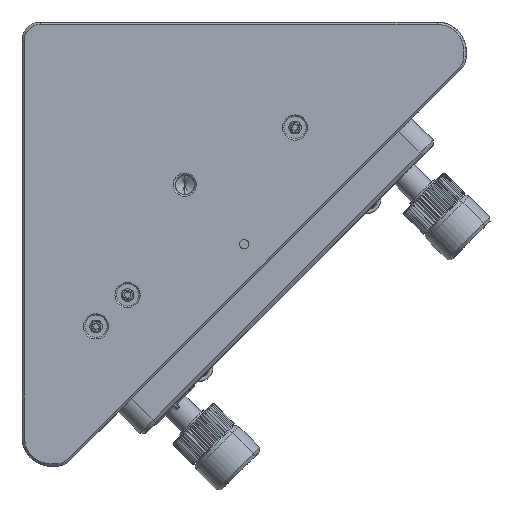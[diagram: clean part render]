
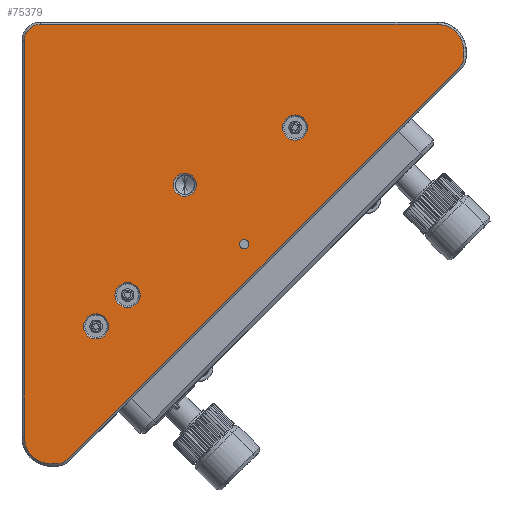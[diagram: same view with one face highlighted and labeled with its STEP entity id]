
A CAD part, front view. The second image highlights one B-rep face of the part: STEP entity #75379.
In plain terms, the highlighted planar face has unit normal (0, -1, 0).
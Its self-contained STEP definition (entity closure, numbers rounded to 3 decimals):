
#59185=CARTESIAN_POINT('',(38.1,0.,-38.1));
#59186=DIRECTION('',(0.,1.,0.));
#59187=DIRECTION('',(0.,0.,1.));
#59188=AXIS2_PLACEMENT_3D('',#59185,#59186,#59187);
#59190=CARTESIAN_POINT('',(38.1,0.,-38.1));
#59191=DIRECTION('',(0.,1.,0.));
#59192=DIRECTION('',(0.,0.,-1.));
#59193=AXIS2_PLACEMENT_3D('',#59190,#59191,#59192);
#59195=CARTESIAN_POINT('',(12.705,0.,-52.218));
#59196=DIRECTION('',(0.,1.,0.));
#59197=DIRECTION('',(1.,0.,0.));
#59198=AXIS2_PLACEMENT_3D('',#59195,#59196,#59197);
#59200=CARTESIAN_POINT('',(12.705,0.,-52.218));
#59201=DIRECTION('',(0.,1.,0.));
#59202=DIRECTION('',(-1.,0.,0.));
#59203=AXIS2_PLACEMENT_3D('',#59200,#59201,#59202);
#59205=CARTESIAN_POINT('',(18.104,0.,-46.84));
#59206=DIRECTION('',(0.,-1.,0.));
#59207=DIRECTION('',(0.,0.,1.));
#59208=AXIS2_PLACEMENT_3D('',#59205,#59206,#59207);
#59210=CARTESIAN_POINT('',(18.104,0.,-46.84));
#59211=DIRECTION('',(0.,1.,0.));
#59212=DIRECTION('',(0.,0.,1.));
#59213=AXIS2_PLACEMENT_3D('',#59210,#59211,#59212);
#59215=CARTESIAN_POINT('',(46.84,0.,-18.104));
#59216=DIRECTION('',(0.,-1.,0.));
#59217=DIRECTION('',(0.,0.,1.));
#59218=AXIS2_PLACEMENT_3D('',#59215,#59216,#59217);
#59220=CARTESIAN_POINT('',(46.84,0.,-18.104));
#59221=DIRECTION('',(0.,1.,0.));
#59222=DIRECTION('',(0.,0.,1.));
#59223=AXIS2_PLACEMENT_3D('',#59220,#59221,#59222);
#59225=CARTESIAN_POINT('',(27.94,0.,-27.94));
#59226=DIRECTION('',(0.,-1.,0.));
#59227=DIRECTION('',(1.,0.,0.));
#59228=AXIS2_PLACEMENT_3D('',#59225,#59226,#59227);
#59230=CARTESIAN_POINT('',(27.94,0.,-27.94));
#59231=DIRECTION('',(0.,-1.,0.));
#59232=DIRECTION('',(-1.,0.,0.));
#59233=AXIS2_PLACEMENT_3D('',#59230,#59231,#59232);
#59235=DIRECTION('',(-1.,0.,0.));
#59236=VECTOR('',#59235,68.025);
#59237=CARTESIAN_POINT('',(71.2,0.,
-0.4));
#59238=LINE('',#59237,#59236);
#59239=CARTESIAN_POINT('',(71.2,0.,-5.));
#59240=DIRECTION('',(0.,-1.,0.));
#59241=DIRECTION('',(1.,0.,0.));
#59242=AXIS2_PLACEMENT_3D('',#59239,#59240,#59241);
#59244=DIRECTION('',(0.,0.,1.));
#59245=VECTOR('',#59244,0.906);
#59246=CARTESIAN_POINT('',(75.8,0.,
-5.906));
#59247=LINE('',#59246,#59245);
#59248=CARTESIAN_POINT('',(73.025,0.,-5.906));
#59249=DIRECTION('',(0.,-1.,0.));
#59250=DIRECTION('',(0.707,0.,-0.707));
#59251=AXIS2_PLACEMENT_3D('',#59248,#59249,#59250);
#59253=DIRECTION('',(0.707,0.,0.707));
#59254=VECTOR('',#59253,94.92);
#59255=CARTESIAN_POINT('',(7.869,0.,
-74.987));
#59256=LINE('',#59255,#59254);
#59257=CARTESIAN_POINT('',(5.906,0.,-73.025));
#59258=DIRECTION('',(0.,-1.,0.));
#59259=DIRECTION('',(0.,0.,-1.));
#59260=AXIS2_PLACEMENT_3D('',#59257,#59258,#59259);
#59262=DIRECTION('',(1.,0.,0.));
#59263=VECTOR('',#59262,0.906);
#59264=CARTESIAN_POINT('',(5.,0.,
-75.8));
#59265=LINE('',#59264,#59263);
#59266=CARTESIAN_POINT('',(5.,0.,-71.2));
#59267=DIRECTION('',(0.,-1.,0.));
#59268=DIRECTION('',(-1.,0.,0.));
#59269=AXIS2_PLACEMENT_3D('',#59266,#59267,#59268);
#59271=DIRECTION('',(0.,0.,-1.));
#59272=VECTOR('',#59271,68.025);
#59273=CARTESIAN_POINT('',(0.4,0.,
-3.175));
#59274=LINE('',#59273,#59272);
#59275=CARTESIAN_POINT('',(3.175,0.,-3.175));
#59276=DIRECTION('',(0.,-1.,0.));
#59277=DIRECTION('',(0.,0.,1.));
#59278=AXIS2_PLACEMENT_3D('',#59275,#59276,#59277);
#74081=CARTESIAN_POINT('',(10.546,0.,
-52.218));
#74082=CARTESIAN_POINT('',(14.864,0.,-52.218));
#74083=VERTEX_POINT('',#74081);
#74084=VERTEX_POINT('',#74082);
#74128=CARTESIAN_POINT('',(38.1,0.,-37.306));
#74129=CARTESIAN_POINT('',(38.1,0.,-38.894));
#74130=VERTEX_POINT('',#74128);
#74131=VERTEX_POINT('',#74129);
#74325=CARTESIAN_POINT('',(46.84,0.,-20.263));
#74327=VERTEX_POINT('',#74325);
#74413=CARTESIAN_POINT('',(18.104,0.,-44.681));
#74414=VERTEX_POINT('',#74413);
#74427=CARTESIAN_POINT('',(46.84,0.,-15.945));
#74428=VERTEX_POINT('',#74427);
#74435=CARTESIAN_POINT('',(18.104,0.,-48.999));
#74436=VERTEX_POINT('',#74435);
#74516=CARTESIAN_POINT('',(29.94,0.,-27.94));
#74517=CARTESIAN_POINT('',(25.94,0.,-27.94));
#74518=VERTEX_POINT('',#74516);
#74519=VERTEX_POINT('',#74517);
#74626=CARTESIAN_POINT('',(71.2,0.,
-0.4));
#74627=CARTESIAN_POINT('',(3.175,0.,
-0.4));
#74628=VERTEX_POINT('',#74626);
#74629=VERTEX_POINT('',#74627);
#74634=CARTESIAN_POINT('',(0.4,0.,-3.175));
#74635=VERTEX_POINT('',#74634);
#74638=CARTESIAN_POINT('',(0.4,0.,
-71.2));
#74639=VERTEX_POINT('',#74638);
#74642=CARTESIAN_POINT('',(5.,0.,-75.8));
#74643=VERTEX_POINT('',#74642);
#74646=CARTESIAN_POINT('',(5.906,0.,
-75.8));
#74647=VERTEX_POINT('',#74646);
#74650=CARTESIAN_POINT('',(7.869,0.,-74.987));
#74651=VERTEX_POINT('',#74650);
#74654=CARTESIAN_POINT('',(74.987,0.,
-7.869));
#74655=VERTEX_POINT('',#74654);
#74658=CARTESIAN_POINT('',(75.8,0.,-5.906));
#74659=VERTEX_POINT('',#74658);
#74662=CARTESIAN_POINT('',(75.8,0.,
-5.));
#74663=VERTEX_POINT('',#74662);
#75324=CARTESIAN_POINT('',(76.2,0.,-76.2));
#75325=DIRECTION('',(0.,-1.,0.));
#75326=DIRECTION('',(1.,0.,0.));
#75327=AXIS2_PLACEMENT_3D('',#75324,#75325,#75326);
#75328=PLANE('',#75327);
#75330=ORIENTED_EDGE('',*,*,#75329,.F.);
#75332=ORIENTED_EDGE('',*,*,#75331,.F.);
#75334=ORIENTED_EDGE('',*,*,#75333,.F.);
#75336=ORIENTED_EDGE('',*,*,#75335,.F.);
#75338=ORIENTED_EDGE('',*,*,#75337,.F.);
#75340=ORIENTED_EDGE('',*,*,#75339,.F.);
#75342=ORIENTED_EDGE('',*,*,#75341,.F.);
#75344=ORIENTED_EDGE('',*,*,#75343,.F.);
#75346=ORIENTED_EDGE('',*,*,#75345,.F.);
#75348=ORIENTED_EDGE('',*,*,#75347,.F.);
#75349=EDGE_LOOP('',(#75330,#75332,#75334,#75336,#75338,#75340,#75342,#75344,
#75346,#75348));
#75350=FACE_OUTER_BOUND('',#75349,.F.);
#75352=ORIENTED_EDGE('',*,*,#75351,.F.);
#75354=ORIENTED_EDGE('',*,*,#75353,.F.);
#75355=EDGE_LOOP('',(#75352,#75354));
#75356=FACE_BOUND('',#75355,.F.);
#75358=ORIENTED_EDGE('',*,*,#75357,.T.);
#75360=ORIENTED_EDGE('',*,*,#75359,.F.);
#75361=EDGE_LOOP('',(#75358,#75360));
#75362=FACE_BOUND('',#75361,.F.);
#75363=ORIENTED_EDGE('',*,*,#75318,.T.);
#75364=ORIENTED_EDGE('',*,*,#75301,.F.);
#75365=EDGE_LOOP('',(#75363,#75364));
#75366=FACE_BOUND('',#75365,.F.);
#75368=ORIENTED_EDGE('',*,*,#75367,.T.);
#75370=ORIENTED_EDGE('',*,*,#75369,.T.);
#75371=EDGE_LOOP('',(#75368,#75370));
#75372=FACE_BOUND('',#75371,.F.);
#75374=ORIENTED_EDGE('',*,*,#75373,.F.);
#75376=ORIENTED_EDGE('',*,*,#75375,.F.);
#75377=EDGE_LOOP('',(#75374,#75376));
#75378=FACE_BOUND('',#75377,.F.);
#75379=ADVANCED_FACE('',(#75350,#75356,#75362,#75366,#75372,#75378),#75328,.T.);
#59189=CIRCLE('',#59188,0.794);
#59194=CIRCLE('',#59193,0.794);
#59199=CIRCLE('',#59198,2.159);
#59204=CIRCLE('',#59203,2.159);
#59209=CIRCLE('',#59208,2.159);
#59214=CIRCLE('',#59213,2.159);
#59219=CIRCLE('',#59218,2.159);
#59224=CIRCLE('',#59223,2.159);
#59229=CIRCLE('',#59228,2.);
#59234=CIRCLE('',#59233,2.);
#59243=CIRCLE('',#59242,4.6);
#59252=CIRCLE('',#59251,2.775);
#59261=CIRCLE('',#59260,2.775);
#59270=CIRCLE('',#59269,4.6);
#59279=CIRCLE('',#59278,2.775);
#75301=EDGE_CURVE('',#74428,#74327,#59224,.T.);
#75318=EDGE_CURVE('',#74428,#74327,#59219,.T.);
#75329=EDGE_CURVE('',#74628,#74629,#59238,.T.);
#75331=EDGE_CURVE('',#74663,#74628,#59243,.T.);
#75333=EDGE_CURVE('',#74659,#74663,#59247,.T.);
#75335=EDGE_CURVE('',#74655,#74659,#59252,.T.);
#75337=EDGE_CURVE('',#74651,#74655,#59256,.T.);
#75339=EDGE_CURVE('',#74647,#74651,#59261,.T.);
#75341=EDGE_CURVE('',#74643,#74647,#59265,.T.);
#75343=EDGE_CURVE('',#74639,#74643,#59270,.T.);
#75345=EDGE_CURVE('',#74635,#74639,#59274,.T.);
#75347=EDGE_CURVE('',#74629,#74635,#59279,.T.);
#75351=EDGE_CURVE('',#74084,#74083,#59199,.T.);
#75353=EDGE_CURVE('',#74083,#74084,#59204,.T.);
#75357=EDGE_CURVE('',#74414,#74436,#59209,.T.);
#75359=EDGE_CURVE('',#74414,#74436,#59214,.T.);
#75367=EDGE_CURVE('',#74518,#74519,#59229,.T.);
#75369=EDGE_CURVE('',#74519,#74518,#59234,.T.);
#75373=EDGE_CURVE('',#74130,#74131,#59189,.T.);
#75375=EDGE_CURVE('',#74131,#74130,#59194,.T.);
